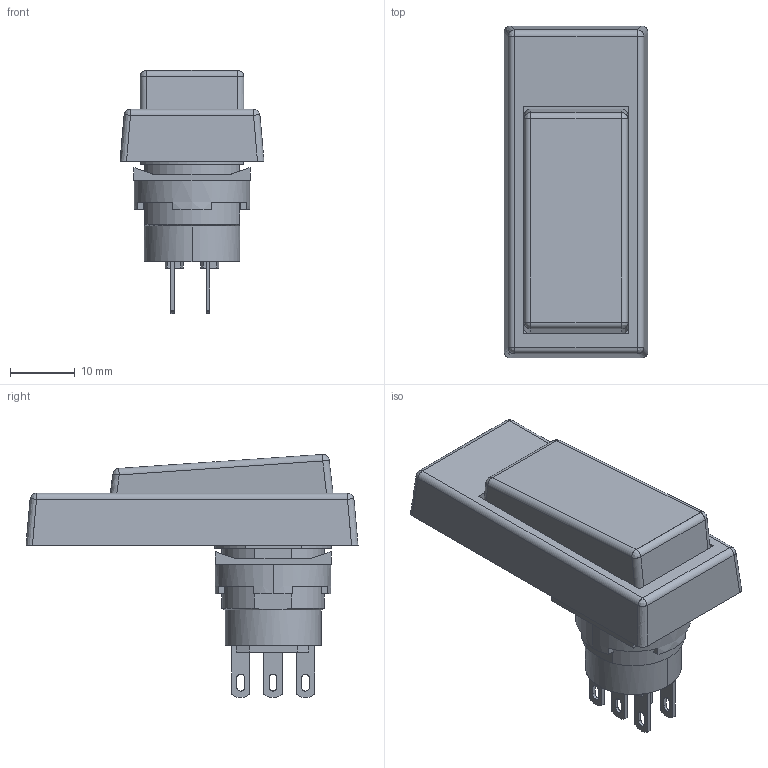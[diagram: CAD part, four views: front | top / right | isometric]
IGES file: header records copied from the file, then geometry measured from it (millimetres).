
Start section: SolidWorks IGES file using analytic representation for surfaces
Global section: file name: OUTSIDE-HE3B-M2.IGS,15; native system: HSolidWorks 2010; preprocessor: SolidWorks 2010; author: 2606; date: 110721.111146; units: millimetre
Bounding box: 22.2 x 51.2 x 37.49 mm (x, y, z)
Surface area: 5841.6 mm2 (no closed solid volume)
Topology: 0 solids, 0 shells, 183 faces, 1618 edges, 1612 vertices
Faces by surface type: bspline 128, revolution 55
